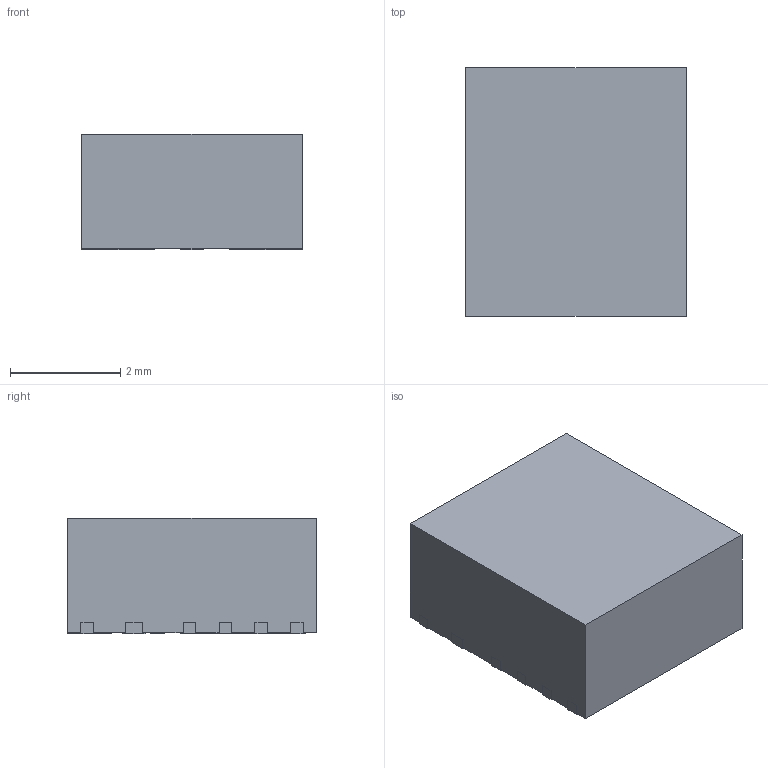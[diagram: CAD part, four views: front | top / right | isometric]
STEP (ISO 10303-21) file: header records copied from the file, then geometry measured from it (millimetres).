
FILE_DESCRIPTION((''),'2;1');
FILE_NAME('RKH0009A_ASM','2017-06-26T',('a0412025'),(''),'CREO PARAMETRIC BY PTC INC, 2016050','CREO PARAMETRIC BY PTC INC, 2016050','');
FILE_SCHEMA(('AUTOMOTIVE_DESIGN { 1 0 10303 214 1 1 1 1 }'));
Length unit declared in the file: millimetre
Products named in the file (4): BODY-QFN; FRAME-RKH0009A; PIN1-ID; RKH0009A_ASM
Assembly tree (3 placements, depth 2):
  RKH0009A_ASM
    BODY-QFN
    FRAME-RKH0009A
    PIN1-ID
Bounding box: 4 x 4.5 x 2.1 mm (x, y, z)
Volume: 37.5 mm3; surface area: 95.7 mm2
Topology: 12 solids, 12 shells, 218 faces, 576 edges, 384 vertices
Faces by surface type: plane 210, cylinder 8
Entity records: 8801 total; most frequent: CARTESIAN_POINT 1192, ORIENTED_EDGE 1152, DIRECTION 1042, PRESENTATION_STYLE_ASSIGNMENT 614, STYLED_ITEM 588, CURVE_STYLE 576, EDGE_CURVE 576, VECTOR 560
